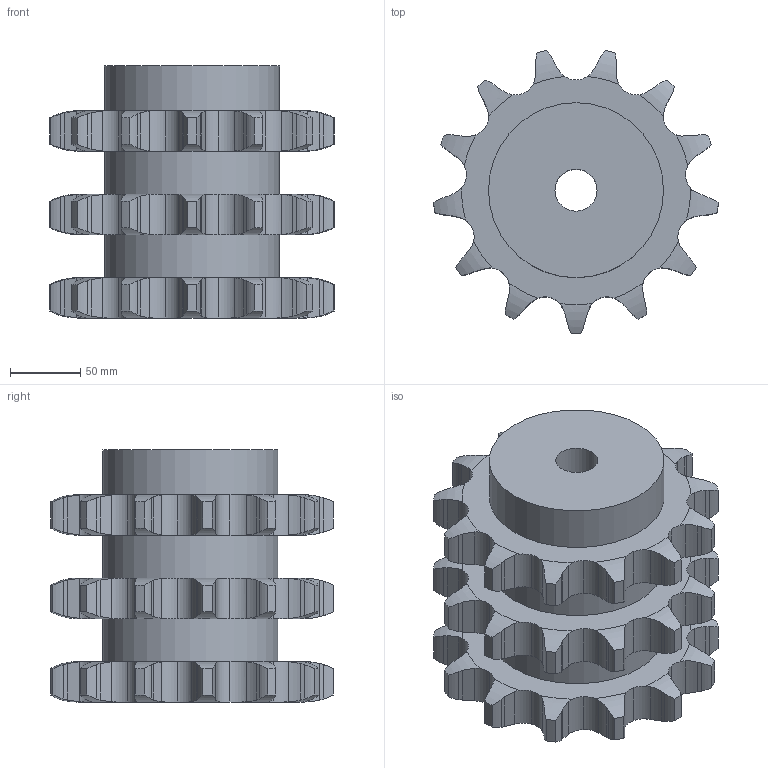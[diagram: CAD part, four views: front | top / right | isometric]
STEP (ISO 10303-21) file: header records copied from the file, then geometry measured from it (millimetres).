
FILE_DESCRIPTION(('FreeCAD Model'),'2;1');
FILE_NAME('Open CASCADE Shape Model','2021-12-07T16:00:57',('FreeCAD'),( 'FreeCAD'),'Open CASCADE STEP processor 7.4','FreeCAD','Unknown');
FILE_SCHEMA(('AUTOMOTIVE_DESIGN { 1 0 10303 214 1 1 1 1 }'));
Length unit declared in the file: millimetre
Products named in the file (1): Open CASCADE STEP translator 7.4 33
Bounding box: 203.42 x 201.99 x 180 mm (x, y, z)
Volume: 3097512.5 mm3; surface area: 220054.2 mm2
Topology: 1 solids, 1 shells, 447 faces, 1318 edges, 879 vertices
Faces by surface type: cylinder 277, plane 86, torus 84
Full cylindrical faces by diameter (mm): 30 x1, 125 x3
Entity records: 41175 total; most frequent: CARTESIAN_POINT 18631, DIRECTION 3141, ORIENTED_EDGE 2636, PCURVE 2636, DEFINITIONAL_REPRESENTATION 2636, B_SPLINE_CURVE_WITH_KNOTS 1890, LINE 1481, VECTOR 1481
